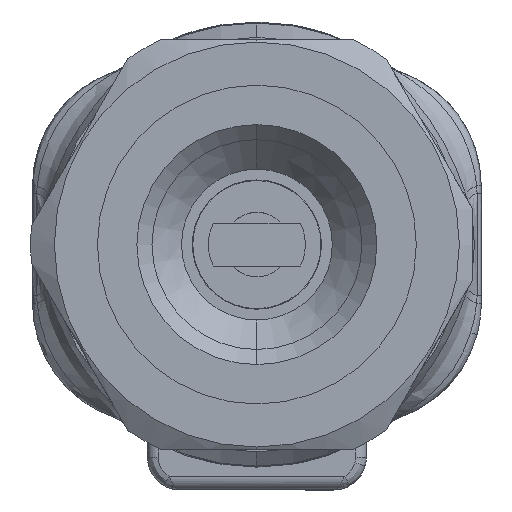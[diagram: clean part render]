
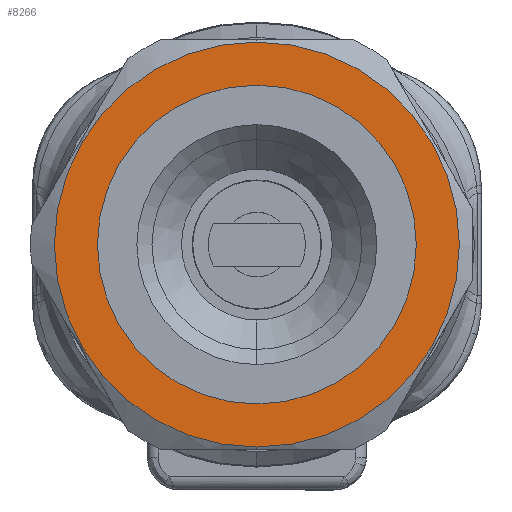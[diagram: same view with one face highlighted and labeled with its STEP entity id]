
A CAD part, front view. The second image highlights one B-rep face of the part: STEP entity #8266.
In plain terms, the highlighted planar face has unit normal (0, -1, 0).
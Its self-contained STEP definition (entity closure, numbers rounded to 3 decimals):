
#241 = DIRECTION ( 'NONE',  ( 0., -1., 0. ) ) ;
#303 = DIRECTION ( 'NONE',  ( 0., -1., 0. ) ) ;
#553 = FACE_OUTER_BOUND ( 'NONE', #5308, .T. ) ;
#637 = DIRECTION ( 'NONE',  ( 0., 0., -1. ) ) ;
#1066 = VERTEX_POINT ( 'NONE', #6915 ) ;
#2393 = DIRECTION ( 'NONE',  ( 0., -1., 0. ) ) ;
#2481 = CARTESIAN_POINT ( 'NONE',  ( 0., 4.5, 0. ) ) ;
#3095 = ORIENTED_EDGE ( 'NONE', *, *, #6864, .F. ) ;
#3139 = ORIENTED_EDGE ( 'NONE', *, *, #11336, .T. ) ;
#3143 = DIRECTION ( 'NONE',  ( 0., 0., -1. ) ) ;
#3317 = AXIS2_PLACEMENT_3D ( 'NONE', #8564, #5271, #3143 ) ;
#3457 = DIRECTION ( 'NONE',  ( 0., 0., -1. ) ) ;
#3596 = ORIENTED_EDGE ( 'NONE', *, *, #13302, .T. ) ;
#4208 = DIRECTION ( 'NONE',  ( 0., -1., 0. ) ) ;
#5271 = DIRECTION ( 'NONE',  ( 0., -1., 0. ) ) ;
#5308 = EDGE_LOOP ( 'NONE', ( #3139, #3596 ) ) ;
#5545 = CIRCLE ( 'NONE', #11762, 9.4 ) ;
#5585 = CIRCLE ( 'NONE', #7486, 7.4 ) ;
#5589 = CARTESIAN_POINT ( 'NONE',  ( 0., 4.5, 0. ) ) ;
#6072 = VERTEX_POINT ( 'NONE', #12157 ) ;
#6190 = VERTEX_POINT ( 'NONE', #13483 ) ;
#6465 = DIRECTION ( 'NONE',  ( 0., 0., -1. ) ) ;
#6864 = EDGE_CURVE ( 'NONE', #12840, #6190, #9940, .T. ) ;
#6915 = CARTESIAN_POINT ( 'NONE',  ( 0., 4.5, 9.4 ) ) ;
#7486 = AXIS2_PLACEMENT_3D ( 'NONE', #11821, #4208, #7498 ) ;
#7498 = DIRECTION ( 'NONE',  ( 0., 0., -1. ) ) ;
#7663 = EDGE_CURVE ( 'NONE', #6190, #12840, #5585, .T. ) ;
#8266 = ADVANCED_FACE ( 'NONE', ( #553, #11634 ), #11849, .T. ) ;
#8564 = CARTESIAN_POINT ( 'NONE',  ( 9.4, 4.5, 0. ) ) ;
#9940 = CIRCLE ( 'NONE', #11662, 7.4 ) ;
#10842 = CARTESIAN_POINT ( 'NONE',  ( 0., 4.5, 0. ) ) ;
#10929 = ORIENTED_EDGE ( 'NONE', *, *, #7663, .F. ) ;
#11245 = CIRCLE ( 'NONE', #12931, 9.4 ) ;
#11336 = EDGE_CURVE ( 'NONE', #1066, #6072, #11245, .T. ) ;
#11462 = CARTESIAN_POINT ( 'NONE',  ( 0., 4.5, -7.4 ) ) ;
#11634 = FACE_BOUND ( 'NONE', #13036, .T. ) ;
#11662 = AXIS2_PLACEMENT_3D ( 'NONE', #2481, #303, #3457 ) ;
#11762 = AXIS2_PLACEMENT_3D ( 'NONE', #10842, #2393, #6465 ) ;
#11821 = CARTESIAN_POINT ( 'NONE',  ( 0., 4.5, 0. ) ) ;
#11849 = PLANE ( 'NONE',  #3317 ) ;
#12157 = CARTESIAN_POINT ( 'NONE',  ( 0., 4.5, -9.4 ) ) ;
#12840 = VERTEX_POINT ( 'NONE', #11462 ) ;
#12931 = AXIS2_PLACEMENT_3D ( 'NONE', #5589, #241, #637 ) ;
#13036 = EDGE_LOOP ( 'NONE', ( #3095, #10929 ) ) ;
#13302 = EDGE_CURVE ( 'NONE', #6072, #1066, #5545, .T. ) ;
#13483 = CARTESIAN_POINT ( 'NONE',  ( 0., 4.5, 7.4 ) ) ;
